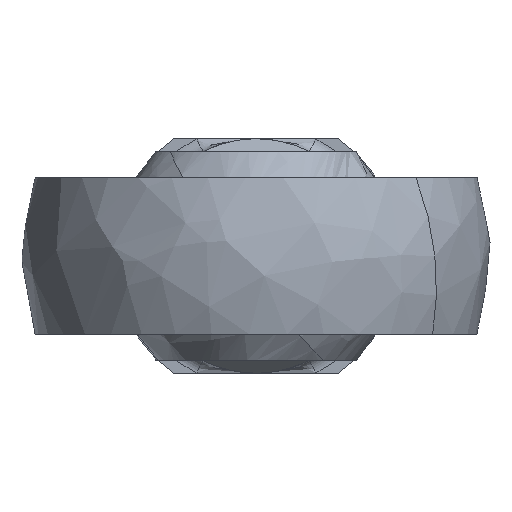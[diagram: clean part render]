
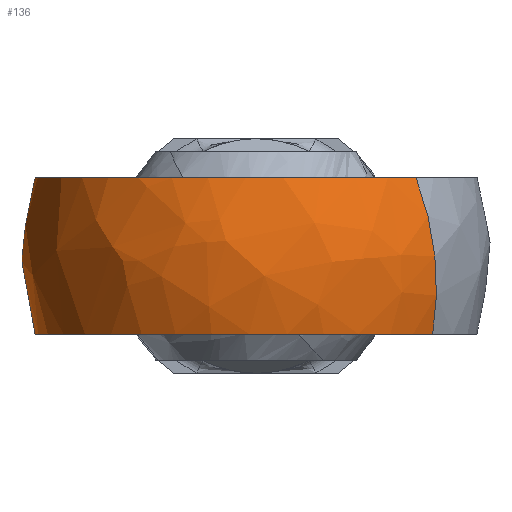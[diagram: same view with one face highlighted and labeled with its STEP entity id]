
A CAD part, left-side view. The second image highlights one B-rep face of the part: STEP entity #136.
In plain terms, the highlighted free-form (B-spline) face has degree [3, 3] with [4, 4] control points.
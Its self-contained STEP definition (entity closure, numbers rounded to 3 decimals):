
#136 = ADVANCED_FACE( 'NONE', ( #282 ), #283, .T. );
#282 = FACE_OUTER_BOUND( '', #548, .T. );
#283 = ( BOUNDED_SURFACE(  )B_SPLINE_SURFACE( 3, 3, ( ( #551, #552, #553, #554 ), ( #555, #556, #557, #558 ), ( #559, #560, #561, #562 ), ( #563, #564, #565, #566 ) ), .UNSPECIFIED., .F., .F., .F. )B_SPLINE_SURFACE_WITH_KNOTS( ( 4, 4 ), ( 4, 4 ), ( 0., 1. ), ( 0., 1. ), .UNSPECIFIED. )GEOMETRIC_REPRESENTATION_ITEM(  )RATIONAL_B_SPLINE_SURFACE( ( ( 1., 0.389, 0.389, 1. ), ( 0.77, 0.299, 0.299, 0.77 ), ( 0.77, 0.299, 0.299, 0.77 ), ( 1., 0.389, 0.389, 1. ) ) )REPRESENTATION_ITEM( '' )SURFACE(  ) );
#548 = EDGE_LOOP( '', ( #1008, #1009, #1010, #1011 ) );
#551 = CARTESIAN_POINT( '', ( 4.236, 7.298, 3.13 ) );
#552 = CARTESIAN_POINT( '', ( -4.191, 12.541, 2.31 ) );
#553 = CARTESIAN_POINT( '', ( -9.806, 5.833, 7.071 ) );
#554 = CARTESIAN_POINT( '', ( -2.312, -0.525, 8.682 ) );
#555 = CARTESIAN_POINT( '', ( 5.707, 8.803, -2.37 ) );
#556 = CARTESIAN_POINT( '', ( -9.209, 18.083, -3.82 ) );
#557 = CARTESIAN_POINT( '', ( -19.147, 6.21, 4.607 ) );
#558 = CARTESIAN_POINT( '', ( -5.883, -5.044, 7.458 ) );
#559 = CARTESIAN_POINT( '', ( 4.576, 6.18, -7.519 ) );
#560 = CARTESIAN_POINT( '', ( -10.424, 15.513, -8.978 ) );
#561 = CARTESIAN_POINT( '', ( -20.418, 3.574, -0.503 ) );
#562 = CARTESIAN_POINT( '', ( -7.079, -7.744, 2.364 ) );
#563 = CARTESIAN_POINT( '', ( 1.624, 1.24, -8.765 ) );
#564 = CARTESIAN_POINT( '', ( -6.997, 6.604, -9.603 ) );
#565 = CARTESIAN_POINT( '', ( -12.741, -0.258, -4.733 ) );
#566 = CARTESIAN_POINT( '', ( -5.075, -6.763, -3.085 ) );
#1008 = ORIENTED_EDGE( '', *, *, #1315, .F. );
#1009 = ORIENTED_EDGE( '', *, *, #1316, .T. );
#1010 = ORIENTED_EDGE( '', *, *, #1317, .T. );
#1011 = ORIENTED_EDGE( '', *, *, #1318, .T. );
#1315 = EDGE_CURVE( 'NONE', #1488, #1489, #1490, .T. );
#1316 = EDGE_CURVE( 'NONE', #1488, #1491, #1492, .T. );
#1317 = EDGE_CURVE( 'NONE', #1491, #1493, #1494, .T. );
#1318 = EDGE_CURVE( 'NONE', #1493, #1489, #1495, .T. );
#1488 = VERTEX_POINT( 'NONE', #1981 );
#1489 = VERTEX_POINT( 'NONE', #1982 );
#1490 = CIRCLE( '', #1983, 9. );
#1491 = VERTEX_POINT( 'NONE', #1984 );
#1492 = B_SPLINE_CURVE_WITH_KNOTS( '', 3, ( #1985, #1986, #1987, #1988, #1989, #1990, #1991, #1992, #1993, #1994, #1995, #1996, #1997, #1998, #1999, #2000, #2001, #2002, #2003, #2004, #2005, #2006, #2007, #2008, #2009, #2010, #2011, #2012 ), .UNSPECIFIED., .F., .F., ( 4, 1, 1, 1, 1, 1, 1, 1, 1, 1, 1, 1, 1, 1, 1, 1, 1, 1, 1, 1, 1, 1, 1, 1, 1, 4 ), ( 0., 0.013, 0.025, 0.038, 0.05, 0.063, 0.093, 0.125, 0.185, 0.25, 0.309, 0.375, 0.438, 0.5, 0.562, 0.625, 0.692, 0.75, 0.816, 0.875, 0.896, 0.918, 0.939, 0.96, 0.98, 1. ), .UNSPECIFIED. );
#1493 = VERTEX_POINT( 'NONE', #2013 );
#1494 = CIRCLE( '', #2014, 7.971 );
#1495 = B_SPLINE_CURVE_WITH_KNOTS( '', 3, ( #2015, #2016, #2017, #2018, #2019, #2020, #2021, #2022, #2023, #2024, #2025, #2026, #2027, #2028, #2029, #2030, #2031, #2032, #2033, #2034, #2035, #2036, #2037, #2038, #2039, #2040, #2041, #2042, #2043, #2044, #2045 ), .UNSPECIFIED., .F., .F., ( 4, 1, 1, 1, 1, 1, 1, 1, 1, 1, 1, 1, 1, 1, 1, 1, 1, 1, 1, 1, 1, 1, 1, 1, 1, 1, 1, 1, 4 ), ( 0., 0.011, 0.021, 0.032, 0.042, 0.052, 0.062, 0.094, 0.125, 0.186, 0.25, 0.31, 0.375, 0.433, 0.5, 0.562, 0.604, 0.625, 0.687, 0.75, 0.783, 0.812, 0.845, 0.875, 0.903, 0.929, 0.954, 0.978, 1. ), .UNSPECIFIED. );
#1981 = CARTESIAN_POINT( '', ( -5.856, -6.141, 3. ) );
#1982 = CARTESIAN_POINT( '', ( -5.106, -6.777, -3. ) );
#1983 = AXIS2_PLACEMENT_3D( '', #2547, #2548, #2549 );
#1984 = CARTESIAN_POINT( '', ( 4.179, 7.385, 3. ) );
#1985 = CARTESIAN_POINT( '', ( -5.856, -6.141, 3. ) );
#1986 = CARTESIAN_POINT( '', ( -5.929, -6.07, 3. ) );
#1987 = CARTESIAN_POINT( '', ( -6.075, -5.927, 3.001 ) );
#1988 = CARTESIAN_POINT( '', ( -6.286, -5.702, 3.001 ) );
#1989 = CARTESIAN_POINT( '', ( -6.488, -5.471, 3.001 ) );
#1990 = CARTESIAN_POINT( '', ( -6.682, -5.233, 3. ) );
#1991 = CARTESIAN_POINT( '', ( -6.956, -4.87, 3. ) );
#1992 = CARTESIAN_POINT( '', ( -7.294, -4.358, 3. ) );
#1993 = CARTESIAN_POINT( '', ( -7.77, -3.474, 3. ) );
#1994 = CARTESIAN_POINT( '', ( -8.224, -2.268, 3.001 ) );
#1995 = CARTESIAN_POINT( '', ( -8.495, -0.78, 2.999 ) );
#1996 = CARTESIAN_POINT( '', ( -8.496, 0.781, 3.001 ) );
#1997 = CARTESIAN_POINT( '', ( -8.219, 2.3, 3. ) );
#1998 = CARTESIAN_POINT( '', ( -7.655, 3.767, 3. ) );
#1999 = CARTESIAN_POINT( '', ( -6.852, 5.083, 3. ) );
#2000 = CARTESIAN_POINT( '', ( -5.826, 6.233, 3. ) );
#2001 = CARTESIAN_POINT( '', ( -4.577, 7.204, 3.001 ) );
#2002 = CARTESIAN_POINT( '', ( -3.203, 7.909, 2.998 ) );
#2003 = CARTESIAN_POINT( '', ( -1.702, 8.359, 3.001 ) );
#2004 = CARTESIAN_POINT( '', ( -0.209, 8.53, 2.998 ) );
#2005 = CARTESIAN_POINT( '', ( 0.993, 8.448, 3. ) );
#2006 = CARTESIAN_POINT( '', ( 1.814, 8.295, 3. ) );
#2007 = CARTESIAN_POINT( '', ( 2.321, 8.167, 2.999 ) );
#2008 = CARTESIAN_POINT( '', ( 2.814, 8.011, 3. ) );
#2009 = CARTESIAN_POINT( '', ( 3.289, 7.827, 3.001 ) );
#2010 = CARTESIAN_POINT( '', ( 3.745, 7.621, 3.002 ) );
#2011 = CARTESIAN_POINT( '', ( 4.035, 7.463, 3.001 ) );
#2012 = CARTESIAN_POINT( '', ( 4.179, 7.385, 3. ) );
#2013 = CARTESIAN_POINT( '', ( 4.179, 7.385, -3. ) );
#2014 = AXIS2_PLACEMENT_3D( '', #2550, #2551, #2552 );
#2015 = CARTESIAN_POINT( '', ( 4.179, 7.385, -3. ) );
#2016 = CARTESIAN_POINT( '', ( 4.099, 7.429, -3. ) );
#2017 = CARTESIAN_POINT( '', ( 3.941, 7.517, -3.001 ) );
#2018 = CARTESIAN_POINT( '', ( 3.699, 7.638, -3.001 ) );
#2019 = CARTESIAN_POINT( '', ( 3.456, 7.751, -3.001 ) );
#2020 = CARTESIAN_POINT( '', ( 3.212, 7.855, -3. ) );
#2021 = CARTESIAN_POINT( '', ( 2.969, 7.95, -3. ) );
#2022 = CARTESIAN_POINT( '', ( 2.557, 8.097, -3. ) );
#2023 = CARTESIAN_POINT( '', ( 1.963, 8.268, -3. ) );
#2024 = CARTESIAN_POINT( '', ( 0.929, 8.463, -3. ) );
#2025 = CARTESIAN_POINT( '', ( -0.408, 8.525, -3.001 ) );
#2026 = CARTESIAN_POINT( '', ( -1.977, 8.303, -2.999 ) );
#2027 = CARTESIAN_POINT( '', ( -3.506, 7.782, -3.001 ) );
#2028 = CARTESIAN_POINT( '', ( -4.872, 7.007, -2.999 ) );
#2029 = CARTESIAN_POINT( '', ( -6.111, 5.959, -3.002 ) );
#2030 = CARTESIAN_POINT( '', ( -7.122, 4.711, -2.999 ) );
#2031 = CARTESIAN_POINT( '', ( -7.805, 3.418, -3.001 ) );
#2032 = CARTESIAN_POINT( '', ( -8.15, 2.409, -2.999 ) );
#2033 = CARTESIAN_POINT( '', ( -8.397, 1.374, -3.001 ) );
#2034 = CARTESIAN_POINT( '', ( -8.535, 0.133, -3. ) );
#2035 = CARTESIAN_POINT( '', ( -8.428, -1.213, -3. ) );
#2036 = CARTESIAN_POINT( '', ( -8.194, -2.252, -3. ) );
#2037 = CARTESIAN_POINT( '', ( -7.942, -3.022, -3. ) );
#2038 = CARTESIAN_POINT( '', ( -7.629, -3.744, -3. ) );
#2039 = CARTESIAN_POINT( '', ( -7.258, -4.417, -3. ) );
#2040 = CARTESIAN_POINT( '', ( -6.859, -5.012, -3. ) );
#2041 = CARTESIAN_POINT( '', ( -6.44, -5.539, -2.999 ) );
#2042 = CARTESIAN_POINT( '', ( -6.004, -6.006, -3. ) );
#2043 = CARTESIAN_POINT( '', ( -5.562, -6.419, -3.002 ) );
#2044 = CARTESIAN_POINT( '', ( -5.255, -6.66, -3.001 ) );
#2045 = CARTESIAN_POINT( '', ( -5.106, -6.777, -3. ) );
#2547 = CARTESIAN_POINT( '', ( 0., 0., 0. ) );
#2548 = DIRECTION( '', ( 0.752, -0.638, 0.162 ) );
#2549 = DIRECTION( '', ( 0.197, 0.452, 0.87 ) );
#2550 = CARTESIAN_POINT( '', ( 4.179, 0., 0. ) );
#2551 = DIRECTION( '', ( -1., 0., 0. ) );
#2552 = DIRECTION( '', ( 0., 0., 1. ) );
